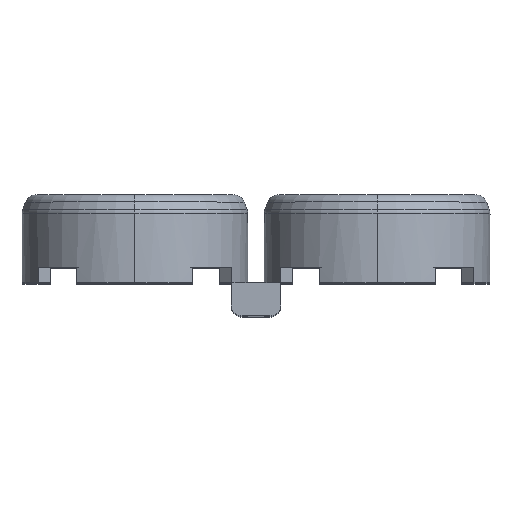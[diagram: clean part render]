
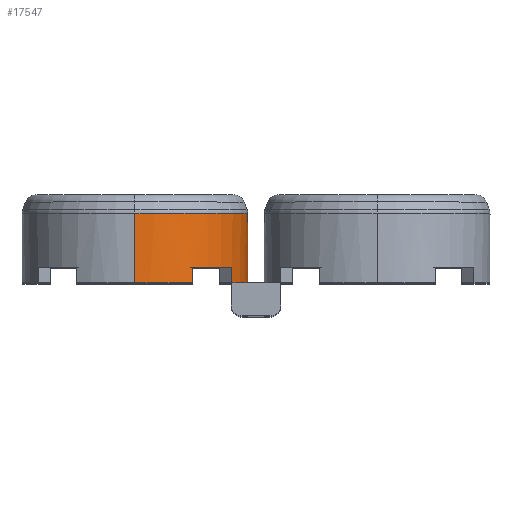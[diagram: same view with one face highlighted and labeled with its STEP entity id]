
A CAD part, top view. The second image highlights one B-rep face of the part: STEP entity #17547.
In plain terms, the highlighted cylindrical face has radius 10.25 mm (diameter 20.5 mm), a partial arc.
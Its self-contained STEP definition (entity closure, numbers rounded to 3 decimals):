
#54 = VECTOR ( 'NONE', #6212, 1000. ) ;
#126 = DIRECTION ( 'NONE',  ( 0., -1., 0. ) ) ;
#332 = ORIENTED_EDGE ( 'NONE', *, *, #14843, .T. ) ;
#644 = VERTEX_POINT ( 'NONE', #10995 ) ;
#957 = AXIS2_PLACEMENT_3D ( 'NONE', #10517, #12035, #3935 ) ;
#1171 = FACE_OUTER_BOUND ( 'NONE', #16509, .T. ) ;
#1596 = VERTEX_POINT ( 'NONE', #2494 ) ;
#1650 = CARTESIAN_POINT ( 'NONE',  ( -13.203, 1.4, 5.261 ) ) ;
#1862 = ORIENTED_EDGE ( 'NONE', *, *, #4799, .T. ) ;
#2172 = AXIS2_PLACEMENT_3D ( 'NONE', #5850, #9187, #6166 ) ;
#2285 = CIRCLE ( 'NONE', #7793, 10.25 ) ;
#2320 = VECTOR ( 'NONE', #14655, 1000. ) ;
#2494 = CARTESIAN_POINT ( 'NONE',  ( -22., 6.324, 10.25 ) ) ;
#2789 = DIRECTION ( 'NONE',  ( 0., 0., 1. ) ) ;
#2912 = ORIENTED_EDGE ( 'NONE', *, *, #5025, .T. ) ;
#3097 = CARTESIAN_POINT ( 'NONE',  ( -22., 8., -10.25 ) ) ;
#3158 = EDGE_CURVE ( 'NONE', #20939, #12051, #19769, .T. ) ;
#3319 = DIRECTION ( 'NONE',  ( 0., -1., 0. ) ) ;
#3333 = LINE ( 'NONE', #6568, #2320 ) ;
#3334 = ORIENTED_EDGE ( 'NONE', *, *, #5833, .T. ) ;
#3935 = DIRECTION ( 'NONE',  ( 0., 0., -1. ) ) ;
#4078 = CARTESIAN_POINT ( 'NONE',  ( -22., 0., 10.25 ) ) ;
#4433 = CARTESIAN_POINT ( 'NONE',  ( -16.739, 1.4, 8.797 ) ) ;
#4593 = CARTESIAN_POINT ( 'NONE',  ( -16.739, 1.4, -8.797 ) ) ;
#4799 = EDGE_CURVE ( 'NONE', #16176, #7774, #11797, .T. ) ;
#5025 = EDGE_CURVE ( 'NONE', #10670, #16176, #2285, .T. ) ;
#5081 = DIRECTION ( 'NONE',  ( 0., 1., 0. ) ) ;
#5613 = DIRECTION ( 'NONE',  ( 0., 0., 1. ) ) ;
#5700 = VERTEX_POINT ( 'NONE', #10368 ) ;
#5741 = VECTOR ( 'NONE', #17138, 1000. ) ;
#5833 = EDGE_CURVE ( 'NONE', #19705, #10894, #15476, .T. ) ;
#5850 = CARTESIAN_POINT ( 'NONE',  ( -22., 0., 0. ) ) ;
#5910 = VERTEX_POINT ( 'NONE', #4433 ) ;
#6166 = DIRECTION ( 'NONE',  ( 0., 0., 1. ) ) ;
#6212 = DIRECTION ( 'NONE',  ( 0., -1., 0. ) ) ;
#6217 = DIRECTION ( 'NONE',  ( 0., -1., 0. ) ) ;
#6539 = DIRECTION ( 'NONE',  ( 0., 0., 1. ) ) ;
#6568 = CARTESIAN_POINT ( 'NONE',  ( -22., 8., 10.25 ) ) ;
#7046 = CARTESIAN_POINT ( 'NONE',  ( -16.739, 0., -8.797 ) ) ;
#7047 = AXIS2_PLACEMENT_3D ( 'NONE', #21130, #5081, #9627 ) ;
#7103 = VECTOR ( 'NONE', #14897, 1000. ) ;
#7117 = EDGE_CURVE ( 'NONE', #5700, #7774, #20458, .T. ) ;
#7387 = ORIENTED_EDGE ( 'NONE', *, *, #19924, .F. ) ;
#7425 = CARTESIAN_POINT ( 'NONE',  ( -22., 8., 0. ) ) ;
#7741 = CARTESIAN_POINT ( 'NONE',  ( -22., 0., 0. ) ) ;
#7774 = VERTEX_POINT ( 'NONE', #8360 ) ;
#7793 = AXIS2_PLACEMENT_3D ( 'NONE', #7741, #17762, #2789 ) ;
#7836 = LINE ( 'NONE', #3097, #54 ) ;
#7843 = DIRECTION ( 'NONE',  ( 0., 1., 0. ) ) ;
#7952 = LINE ( 'NONE', #4593, #20436 ) ;
#7979 = DIRECTION ( 'NONE',  ( 0., -1., 0. ) ) ;
#8059 = CIRCLE ( 'NONE', #14601, 10.25 ) ;
#8076 = CIRCLE ( 'NONE', #7047, 10.25 ) ;
#8191 = CARTESIAN_POINT ( 'NONE',  ( -22., 1.4, 0. ) ) ;
#8360 = CARTESIAN_POINT ( 'NONE',  ( -13.203, 0., -5.261 ) ) ;
#8477 = CIRCLE ( 'NONE', #12616, 10.25 ) ;
#8608 = CARTESIAN_POINT ( 'NONE',  ( -11.777, 0., -0.75 ) ) ;
#8611 = ORIENTED_EDGE ( 'NONE', *, *, #7117, .F. ) ;
#9187 = DIRECTION ( 'NONE',  ( 0., 1., 0. ) ) ;
#9383 = CARTESIAN_POINT ( 'NONE',  ( -16.739, 0., 8.797 ) ) ;
#9596 = DIRECTION ( 'NONE',  ( 0., 0., -1. ) ) ;
#9627 = DIRECTION ( 'NONE',  ( 0., 0., 1. ) ) ;
#9705 = EDGE_CURVE ( 'NONE', #15497, #10894, #7836, .T. ) ;
#9810 = DIRECTION ( 'NONE',  ( 0., 0., -1. ) ) ;
#9841 = LINE ( 'NONE', #11452, #7103 ) ;
#9884 = VECTOR ( 'NONE', #11275, 1000. ) ;
#10118 = ORIENTED_EDGE ( 'NONE', *, *, #10947, .T. ) ;
#10121 = AXIS2_PLACEMENT_3D ( 'NONE', #7425, #3319, #9596 ) ;
#10368 = CARTESIAN_POINT ( 'NONE',  ( -13.203, 1.4, -5.261 ) ) ;
#10517 = CARTESIAN_POINT ( 'NONE',  ( -22., 1.4, 0. ) ) ;
#10670 = VERTEX_POINT ( 'NONE', #11834 ) ;
#10842 = EDGE_CURVE ( 'NONE', #11928, #20160, #8059, .T. ) ;
#10894 = VERTEX_POINT ( 'NONE', #19262 ) ;
#10947 = EDGE_CURVE ( 'NONE', #644, #19705, #7952, .T. ) ;
#10990 = CYLINDRICAL_SURFACE ( 'NONE', #10121, 10.25 ) ;
#10995 = CARTESIAN_POINT ( 'NONE',  ( -16.739, 1.4, -8.797 ) ) ;
#11275 = DIRECTION ( 'NONE',  ( 0., -1., 0. ) ) ;
#11452 = CARTESIAN_POINT ( 'NONE',  ( -16.739, 1.4, 8.797 ) ) ;
#11797 = CIRCLE ( 'NONE', #2172, 10.25 ) ;
#11834 = CARTESIAN_POINT ( 'NONE',  ( -11.777, 0., 0.75 ) ) ;
#11928 = VERTEX_POINT ( 'NONE', #4078 ) ;
#12035 = DIRECTION ( 'NONE',  ( 0., -1., 0. ) ) ;
#12051 = VERTEX_POINT ( 'NONE', #19685 ) ;
#12616 = AXIS2_PLACEMENT_3D ( 'NONE', #16523, #126, #13281 ) ;
#12855 = EDGE_CURVE ( 'NONE', #644, #5700, #13701, .T. ) ;
#13281 = DIRECTION ( 'NONE',  ( 0., 0., 1. ) ) ;
#13405 = ORIENTED_EDGE ( 'NONE', *, *, #12855, .F. ) ;
#13474 = ORIENTED_EDGE ( 'NONE', *, *, #3158, .T. ) ;
#13701 = CIRCLE ( 'NONE', #957, 10.25 ) ;
#13815 = CARTESIAN_POINT ( 'NONE',  ( -22., 0., 0. ) ) ;
#13879 = EDGE_CURVE ( 'NONE', #20939, #5910, #20164, .T. ) ;
#13972 = AXIS2_PLACEMENT_3D ( 'NONE', #8191, #7979, #9810 ) ;
#14601 = AXIS2_PLACEMENT_3D ( 'NONE', #14621, #7843, #6539 ) ;
#14621 = CARTESIAN_POINT ( 'NONE',  ( -22., 0., 0. ) ) ;
#14655 = DIRECTION ( 'NONE',  ( 0., -1., 0. ) ) ;
#14810 = ORIENTED_EDGE ( 'NONE', *, *, #9705, .F. ) ;
#14843 = EDGE_CURVE ( 'NONE', #1596, #11928, #3333, .T. ) ;
#14897 = DIRECTION ( 'NONE',  ( 0., -1., 0. ) ) ;
#15476 = CIRCLE ( 'NONE', #19934, 10.25 ) ;
#15497 = VERTEX_POINT ( 'NONE', #17310 ) ;
#16176 = VERTEX_POINT ( 'NONE', #8608 ) ;
#16509 = EDGE_LOOP ( 'NONE', ( #20479, #332, #20041, #7387, #20357, #13474, #17225, #2912, #1862, #8611, #13405, #10118, #3334, #14810 ) ) ;
#16523 = CARTESIAN_POINT ( 'NONE',  ( -22., 6.324, 0. ) ) ;
#17138 = DIRECTION ( 'NONE',  ( 0., -1., 0. ) ) ;
#17225 = ORIENTED_EDGE ( 'NONE', *, *, #18277, .T. ) ;
#17310 = CARTESIAN_POINT ( 'NONE',  ( -22., 6.324, -10.25 ) ) ;
#17547 = ADVANCED_FACE ( 'NONE', ( #1171 ), #10990, .T. ) ;
#17762 = DIRECTION ( 'NONE',  ( 0., 1., 0. ) ) ;
#18270 = CARTESIAN_POINT ( 'NONE',  ( -13.203, 1.4, 5.261 ) ) ;
#18277 = EDGE_CURVE ( 'NONE', #12051, #10670, #8076, .T. ) ;
#19262 = CARTESIAN_POINT ( 'NONE',  ( -22., 0., -10.25 ) ) ;
#19685 = CARTESIAN_POINT ( 'NONE',  ( -13.203, 0., 5.261 ) ) ;
#19705 = VERTEX_POINT ( 'NONE', #7046 ) ;
#19769 = LINE ( 'NONE', #18270, #9884 ) ;
#19924 = EDGE_CURVE ( 'NONE', #5910, #20160, #9841, .T. ) ;
#19934 = AXIS2_PLACEMENT_3D ( 'NONE', #13815, #20378, #5613 ) ;
#19998 = EDGE_CURVE ( 'NONE', #15497, #1596, #8477, .T. ) ;
#20041 = ORIENTED_EDGE ( 'NONE', *, *, #10842, .T. ) ;
#20160 = VERTEX_POINT ( 'NONE', #9383 ) ;
#20164 = CIRCLE ( 'NONE', #13972, 10.25 ) ;
#20260 = CARTESIAN_POINT ( 'NONE',  ( -13.203, 1.4, -5.261 ) ) ;
#20357 = ORIENTED_EDGE ( 'NONE', *, *, #13879, .F. ) ;
#20378 = DIRECTION ( 'NONE',  ( 0., 1., 0. ) ) ;
#20436 = VECTOR ( 'NONE', #6217, 1000. ) ;
#20458 = LINE ( 'NONE', #20260, #5741 ) ;
#20479 = ORIENTED_EDGE ( 'NONE', *, *, #19998, .T. ) ;
#20939 = VERTEX_POINT ( 'NONE', #1650 ) ;
#21130 = CARTESIAN_POINT ( 'NONE',  ( -22., 0., 0. ) ) ;
